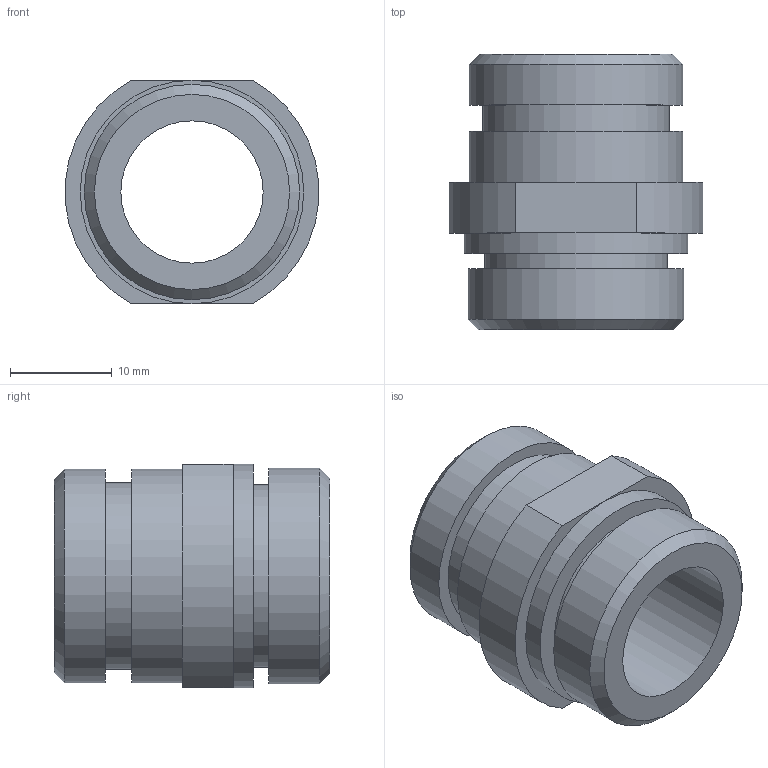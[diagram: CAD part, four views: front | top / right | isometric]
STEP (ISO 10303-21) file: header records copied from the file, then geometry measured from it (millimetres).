
FILE_DESCRIPTION(/* description */ (''),/* implementation_level */ '2;1');
FILE_NAME(/* name */ 'Corrugated tube-Flowmeter connector.stp',/* time_stamp */ '2020-08-23T23:40:37-04:00',/* author */ ('Bruno'),/* organization */ (''),/* preprocessor_version */ 'ST-DEVELOPER v18.1',/* originating_system */ 'Autodesk Inventor 2020',/* authorisation */ '');
FILE_SCHEMA (('CONFIG_CONTROL_DESIGN'));
Length unit declared in the file: millimetre
Products named in the file (1): Flowmeter-corrugated tube connector
Bounding box: 24.91 x 27.1 x 22 mm (x, y, z)
Volume: 5513.1 mm3; surface area: 3915.8 mm2
Topology: 1 solids, 1 shells, 22 faces, 52 edges, 37 vertices
Faces by surface type: plane 11, cylinder 9, cone 2
Full cylindrical faces by diameter (mm): 14 x1, 18 x1, 18.4 x1, 21 x2, 21.2 x1, 22 x1
Entity records: 710 total; most frequent: DIRECTION 131, CARTESIAN_POINT 112, ORIENTED_EDGE 104, AXIS2_PLACEMENT_3D 56, EDGE_CURVE 52, VERTEX_POINT 37, CIRCLE 33, EDGE_LOOP 29
